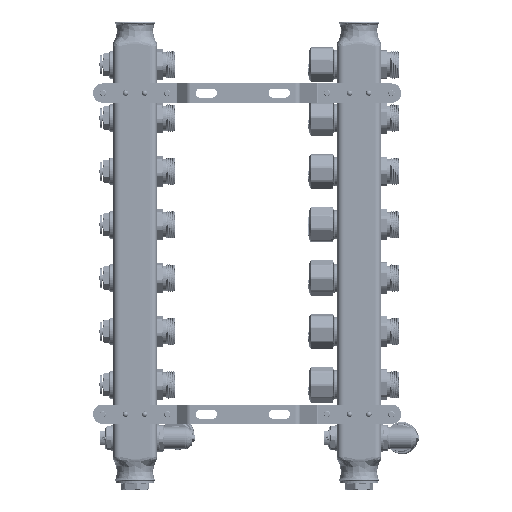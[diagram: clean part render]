
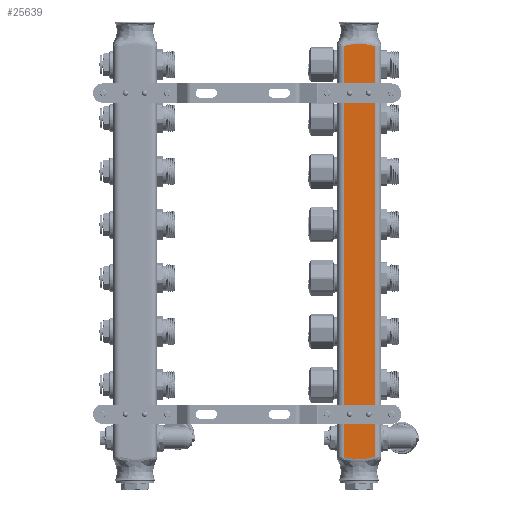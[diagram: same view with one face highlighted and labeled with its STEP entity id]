
A CAD part, front view. The second image highlights one B-rep face of the part: STEP entity #25639.
In plain terms, the highlighted face is planar.
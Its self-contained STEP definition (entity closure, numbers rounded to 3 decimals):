
#3212 = CARTESIAN_POINT ( 'NONE',  ( 19.5, -6.697, -408.093 ) ) ;
#3434 = CARTESIAN_POINT ( 'NONE',  ( 19.5, 1.232, -19.288 ) ) ;
#4547 = CARTESIAN_POINT ( 'NONE',  ( 19.5, -14.5, -406.426 ) ) ;
#4930 = VERTEX_POINT ( 'NONE', #4547 ) ;
#9094 = ORIENTED_EDGE ( 'NONE', *, *, #74730, .F. ) ;
#9214 = CARTESIAN_POINT ( 'NONE',  ( 19.5, 12.124, -407.043 ) ) ;
#9750 = CARTESIAN_POINT ( 'NONE',  ( 19.5, 9.712, -20.509 ) ) ;
#9897 = CARTESIAN_POINT ( 'NONE',  ( 19.5, 14.5, -214. ) ) ;
#10163 = CARTESIAN_POINT ( 'NONE',  ( 19.5, 14.5, -406.426 ) ) ;
#10684 = CARTESIAN_POINT ( 'NONE',  ( 19.5, -9.706, -20.508 ) ) ;
#10998 = CARTESIAN_POINT ( 'NONE',  ( 19.5, 13.908, -21.412 ) ) ;
#11173 = VECTOR ( 'NONE', #46780, 1000. ) ;
#11702 = CARTESIAN_POINT ( 'NONE',  ( 19.5, -2.442, -408.656 ) ) ;
#15891 = DIRECTION ( 'NONE',  ( 0., -1., 0. ) ) ;
#16196 = CARTESIAN_POINT ( 'NONE',  ( 19.5, 13.315, -406.748 ) ) ;
#16507 = CARTESIAN_POINT ( 'NONE',  ( 19.5, 11.219, -407.207 ) ) ;
#17657 = CARTESIAN_POINT ( 'NONE',  ( 19.5, 8.511, -20.258 ) ) ;
#17980 = FACE_OUTER_BOUND ( 'NONE', #32288, .T. ) ;
#18260 = CARTESIAN_POINT ( 'NONE',  ( 19.5, -2.442, -19.344 ) ) ;
#18974 = CARTESIAN_POINT ( 'NONE',  ( 19.5, -8.505, -407.744 ) ) ;
#23039 = EDGE_CURVE ( 'NONE', #50787, #31849, #78182, .T. ) ;
#23444 = PLANE ( 'NONE',  #63073 ) ;
#23746 = CARTESIAN_POINT ( 'NONE',  ( 19.5, 8.511, -407.742 ) ) ;
#24894 = CARTESIAN_POINT ( 'NONE',  ( 19.5, 4.893, -19.61 ) ) ;
#24982 = CARTESIAN_POINT ( 'NONE',  ( 19.5, -9.706, -407.492 ) ) ;
#25199 = CARTESIAN_POINT ( 'NONE',  ( 19.5, -13.907, -21.411 ) ) ;
#25496 = CARTESIAN_POINT ( 'NONE',  ( 19.5, -11.516, -20.848 ) ) ;
#25639 = ADVANCED_FACE ( 'NONE', ( #17980 ), #23444, .F. ) ;
#25898 = CARTESIAN_POINT ( 'NONE',  ( 19.5, -14.5, -406.426 ) ) ;
#26207 = CARTESIAN_POINT ( 'NONE',  ( 19.5, -12.121, -407.043 ) ) ;
#27046 = EDGE_CURVE ( 'NONE', #50865, #50787, #91254, .T. ) ;
#29344 = CARTESIAN_POINT ( 'NONE',  ( 19.5, 14.5, -21.574 ) ) ;
#30469 = ORIENTED_EDGE ( 'NONE', *, *, #23039, .T. ) ;
#30645 = CARTESIAN_POINT ( 'NONE',  ( 19.5, 12.423, -406.971 ) ) ;
#31409 = CARTESIAN_POINT ( 'NONE',  ( 19.5, -14.5, -214. ) ) ;
#31490 = CARTESIAN_POINT ( 'NONE',  ( 19.5, -12.121, -20.957 ) ) ;
#31849 = VERTEX_POINT ( 'NONE', #91026 ) ;
#32110 = CARTESIAN_POINT ( 'NONE',  ( 19.5, -4.27, -19.529 ) ) ;
#32288 = EDGE_LOOP ( 'NONE', ( #50268, #30469, #9094, #37759 ) ) ;
#32425 = CARTESIAN_POINT ( 'NONE',  ( 19.5, -6.697, -19.907 ) ) ;
#32510 = CARTESIAN_POINT ( 'NONE',  ( 19.5, -4.27, -408.471 ) ) ;
#33103 = CARTESIAN_POINT ( 'NONE',  ( 19.5, 1.232, -408.712 ) ) ;
#35917 = B_SPLINE_CURVE_WITH_KNOTS ( 'NONE', 3,
 ( #10163, #44851, #16196, #30645, #9214, #59645, #16507, #66917, #23746, #74120, #69064, #40394, #47645, #46732, #33103, #40063, #11702, #32510, #39447, #69377, #3212, #18974, #24982, #83922, #75390, #26207, #89622, #47035, #89934, #25898 ),
 .UNSPECIFIED., .F., .F.,
 ( 4, 2, 2, 2, 2, 2, 2, 2, 2, 2, 2, 2, 2, 2, 4 ),
 ( 0., 0.002, 0.003, 0.004, 0.007, 0.009, 0.011, 0.015, 0.018, 0.02, 0.022, 0.026, 0.027, 0.028, 0.029 ),
 .UNSPECIFIED. ) ;
#36566 = CARTESIAN_POINT ( 'NONE',  ( 19.5, 14.5, -406.426 ) ) ;
#37759 = ORIENTED_EDGE ( 'NONE', *, *, #73058, .F. ) ;
#38728 = CARTESIAN_POINT ( 'NONE',  ( 19.5, -6.093, -19.796 ) ) ;
#39447 = CARTESIAN_POINT ( 'NONE',  ( 19.5, -4.878, -408.392 ) ) ;
#39663 = CARTESIAN_POINT ( 'NONE',  ( 19.5, -14.5, -21.574 ) ) ;
#40063 = CARTESIAN_POINT ( 'NONE',  ( 19.5, -1.22, -408.713 ) ) ;
#40394 = CARTESIAN_POINT ( 'NONE',  ( 19.5, 4.893, -408.39 ) ) ;
#44851 = CARTESIAN_POINT ( 'NONE',  ( 19.5, 13.908, -406.588 ) ) ;
#46014 = CARTESIAN_POINT ( 'NONE',  ( 19.5, -4.878, -19.608 ) ) ;
#46642 = CARTESIAN_POINT ( 'NONE',  ( 19.5, 2.461, -19.345 ) ) ;
#46732 = CARTESIAN_POINT ( 'NONE',  ( 19.5, 2.461, -408.655 ) ) ;
#46780 = DIRECTION ( 'NONE',  ( 0., 0., 1. ) ) ;
#47035 = CARTESIAN_POINT ( 'NONE',  ( 19.5, -13.313, -406.748 ) ) ;
#47645 = CARTESIAN_POINT ( 'NONE',  ( 19.5, 4.287, -408.469 ) ) ;
#48477 = VECTOR ( 'NONE', #81899, 1000. ) ;
#50268 = ORIENTED_EDGE ( 'NONE', *, *, #27046, .T. ) ;
#50787 = VERTEX_POINT ( 'NONE', #29344 ) ;
#50865 = VERTEX_POINT ( 'NONE', #36566 ) ;
#51856 = LINE ( 'NONE', #31409, #48477 ) ;
#53272 = CARTESIAN_POINT ( 'NONE',  ( 19.5, -13.313, -21.252 ) ) ;
#53582 = CARTESIAN_POINT ( 'NONE',  ( 19.5, 11.521, -20.849 ) ) ;
#59645 = CARTESIAN_POINT ( 'NONE',  ( 19.5, 11.521, -407.151 ) ) ;
#60184 = CARTESIAN_POINT ( 'NONE',  ( 19.5, 12.124, -20.957 ) ) ;
#60806 = CARTESIAN_POINT ( 'NONE',  ( 19.5, 11.219, -20.793 ) ) ;
#63073 = AXIS2_PLACEMENT_3D ( 'NONE', #80513, #66292, #15891 ) ;
#66292 = DIRECTION ( 'NONE',  ( -1., 0., 0. ) ) ;
#66917 = CARTESIAN_POINT ( 'NONE',  ( 19.5, 9.712, -407.491 ) ) ;
#67454 = CARTESIAN_POINT ( 'NONE',  ( 19.5, 4.287, -19.531 ) ) ;
#68064 = CARTESIAN_POINT ( 'NONE',  ( 19.5, 6.103, -19.798 ) ) ;
#68367 = CARTESIAN_POINT ( 'NONE',  ( 19.5, -1.22, -19.287 ) ) ;
#69064 = CARTESIAN_POINT ( 'NONE',  ( 19.5, 6.103, -408.202 ) ) ;
#69377 = CARTESIAN_POINT ( 'NONE',  ( 19.5, -6.093, -408.204 ) ) ;
#73058 = EDGE_CURVE ( 'NONE', #50865, #4930, #35917, .T. ) ;
#74120 = CARTESIAN_POINT ( 'NONE',  ( 19.5, 6.705, -408.092 ) ) ;
#74665 = CARTESIAN_POINT ( 'NONE',  ( 19.5, 12.423, -21.029 ) ) ;
#74730 = EDGE_CURVE ( 'NONE', #4930, #31849, #51856, .T. ) ;
#75303 = CARTESIAN_POINT ( 'NONE',  ( 19.5, 13.315, -21.252 ) ) ;
#75390 = CARTESIAN_POINT ( 'NONE',  ( 19.5, -11.516, -407.152 ) ) ;
#75620 = CARTESIAN_POINT ( 'NONE',  ( 19.5, 14.5, -21.574 ) ) ;
#78182 = B_SPLINE_CURVE_WITH_KNOTS ( 'NONE', 3,
 ( #75620, #10998, #75303, #74665, #60184, #53582, #60806, #9750, #17657, #81660, #68064, #24894, #67454, #46642, #3434, #68367, #18260, #32110, #46014, #38728, #32425, #82600, #10684, #88919, #25496, #31490, #89237, #53272, #25199, #39663 ),
 .UNSPECIFIED., .F., .F.,
 ( 4, 2, 2, 2, 2, 2, 2, 2, 2, 2, 2, 2, 2, 2, 4 ),
 ( 0., 0.002, 0.003, 0.004, 0.007, 0.009, 0.011, 0.015, 0.018, 0.02, 0.022, 0.026, 0.027, 0.028, 0.029 ),
 .UNSPECIFIED. ) ;
#80513 = CARTESIAN_POINT ( 'NONE',  ( 19.5, 14.5, -214. ) ) ;
#81660 = CARTESIAN_POINT ( 'NONE',  ( 19.5, 6.705, -19.908 ) ) ;
#81899 = DIRECTION ( 'NONE',  ( 0., 0., 1. ) ) ;
#82600 = CARTESIAN_POINT ( 'NONE',  ( 19.5, -8.505, -20.256 ) ) ;
#83922 = CARTESIAN_POINT ( 'NONE',  ( 19.5, -11.215, -407.208 ) ) ;
#88919 = CARTESIAN_POINT ( 'NONE',  ( 19.5, -11.215, -20.792 ) ) ;
#89237 = CARTESIAN_POINT ( 'NONE',  ( 19.5, -12.419, -21.028 ) ) ;
#89622 = CARTESIAN_POINT ( 'NONE',  ( 19.5, -12.419, -406.972 ) ) ;
#89934 = CARTESIAN_POINT ( 'NONE',  ( 19.5, -13.907, -406.589 ) ) ;
#91026 = CARTESIAN_POINT ( 'NONE',  ( 19.5, -14.5, -21.574 ) ) ;
#91254 = LINE ( 'NONE', #9897, #11173 ) ;
